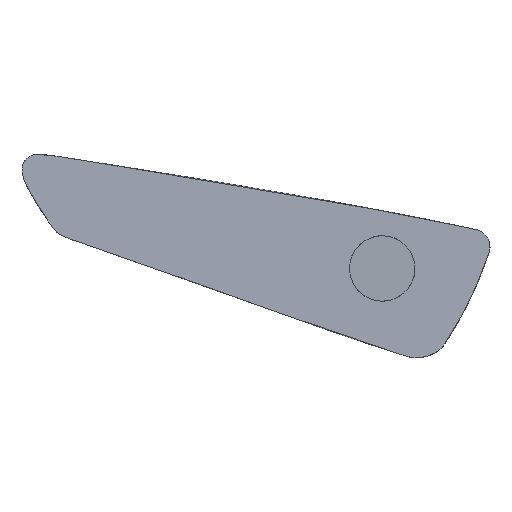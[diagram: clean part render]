
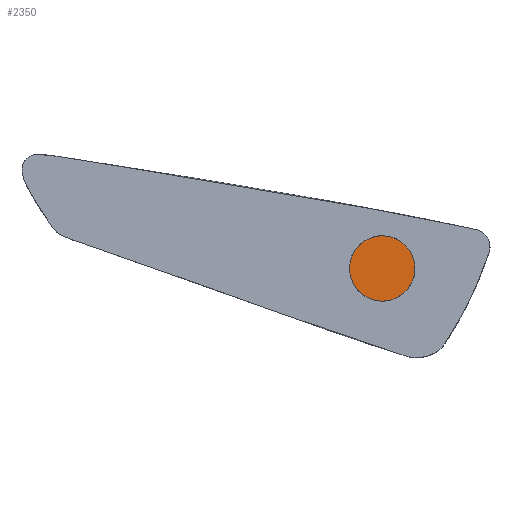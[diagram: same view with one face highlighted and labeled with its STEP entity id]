
A CAD part, front view. The second image highlights one B-rep face of the part: STEP entity #2350.
In plain terms, the highlighted planar face has unit normal (0, -1, 0).
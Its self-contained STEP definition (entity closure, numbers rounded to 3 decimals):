
#773=CARTESIAN_POINT('',(11.072,24.8,48.85));
#774=DIRECTION('',(0.,1.,0.));
#775=DIRECTION('',(0.,0.,1.));
#776=AXIS2_PLACEMENT_3D('',#773,#774,#775);
#778=CARTESIAN_POINT('',(11.072,24.8,48.85));
#779=DIRECTION('',(0.,1.,0.));
#780=DIRECTION('',(0.,0.,-1.));
#781=AXIS2_PLACEMENT_3D('',#778,#779,#780);
#796=CARTESIAN_POINT('',(11.072,24.8,51.25));
#797=CARTESIAN_POINT('',(11.072,24.8,46.45));
#798=VERTEX_POINT('',#796);
#799=VERTEX_POINT('',#797);
#2341=CARTESIAN_POINT('',(0.,24.8,
0.));
#2342=DIRECTION('',(0.,1.,0.));
#2343=DIRECTION('',(0.,0.,1.));
#2344=AXIS2_PLACEMENT_3D('',#2341,#2342,#2343);
#2345=PLANE('',#2344);
#2346=ORIENTED_EDGE('',*,*,#2321,.T.);
#2347=ORIENTED_EDGE('',*,*,#2335,.T.);
#2348=EDGE_LOOP('',(#2346,#2347));
#2349=FACE_OUTER_BOUND('',#2348,.F.);
#777=CIRCLE('',#776,2.4);
#782=CIRCLE('',#781,2.4);
#2321=EDGE_CURVE('',#798,#799,#777,.T.);
#2335=EDGE_CURVE('',#799,#798,#782,.T.);
#2350=ADVANCED_FACE('',(#2349),#2345,.F.);
